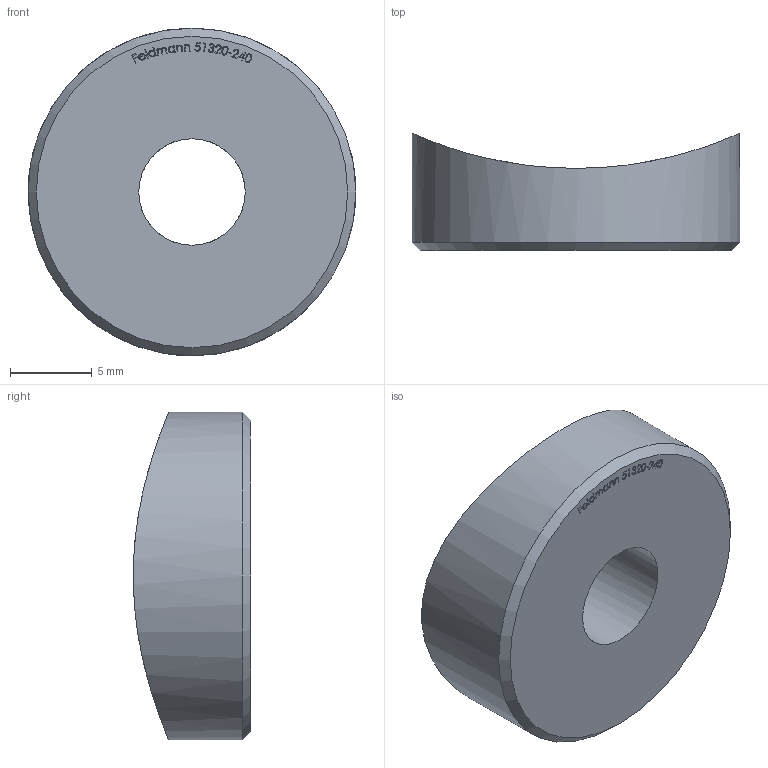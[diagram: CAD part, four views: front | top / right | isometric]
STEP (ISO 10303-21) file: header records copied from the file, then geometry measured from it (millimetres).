
FILE_DESCRIPTION (( 'STEP AP203' ), '1' );
FILE_NAME ('51320-240.step', '2023-11-21T14:17:50', ( '' ), ( '' ), 'SwSTEP 2.0', 'SolidWorks 2018', '' );
FILE_SCHEMA (( 'CONFIG_CONTROL_DESIGN' ));
Length unit declared in the file: millimetre
Products named in the file (1): 51320-240
Bounding box: 20 x 7.16 x 20 mm (x, y, z)
Volume: 1561.3 mm3; surface area: 1039.9 mm2
Topology: 1 solids, 1 shells, 226 faces, 603 edges, 402 vertices
Faces by surface type: plane 122, bspline 100, cylinder 3, cone 1
Full cylindrical faces by diameter (mm): 6.5 x1, 20 x1
Entity records: 12759 total; most frequent: CARTESIAN_POINT 7743, ORIENTED_EDGE 1198, DIRECTION 654, EDGE_CURVE 599, VERTEX_POINT 401, VECTOR 394, LINE 394, EDGE_LOOP 254
